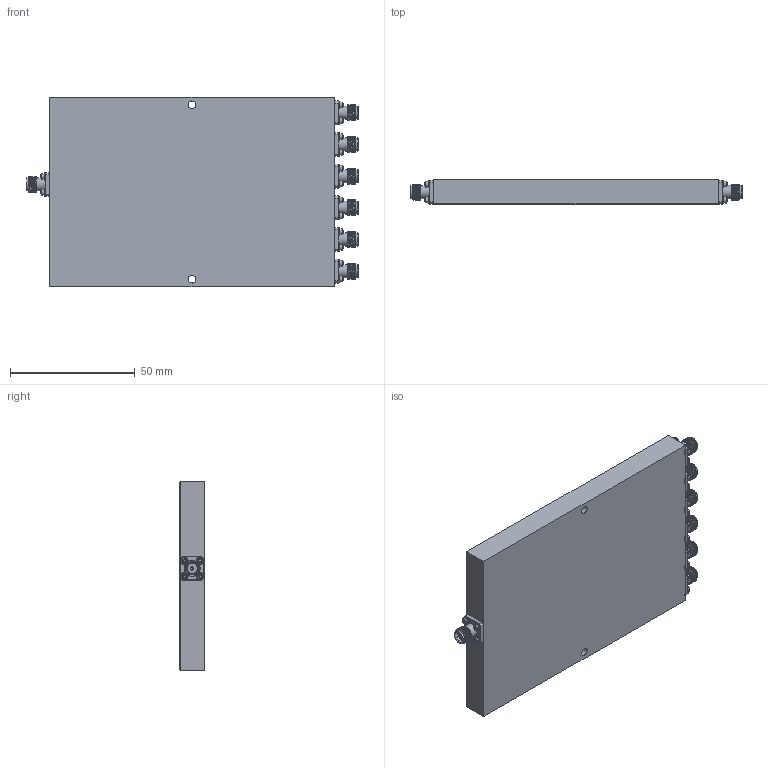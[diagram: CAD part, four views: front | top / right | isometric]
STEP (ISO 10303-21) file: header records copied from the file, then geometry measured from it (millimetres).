
FILE_DESCRIPTION (( 'STEP AP214' ), '1' );
FILE_NAME ('APD-6-2G18G-SFF-1W.STEP', '2026-01-09T17:02:00', ( '' ), ( '' ), 'SwSTEP 2.0', 'SolidWorks 2025', '' );
FILE_SCHEMA (( 'AUTOMOTIVE_DESIGN' ));
Length unit declared in the file: inch
Products named in the file (1): APD-6-2G18G-SFF-1W
Bounding box: 133.2 x 9.75 x 76.2 mm (x, y, z)
Volume: 86943 mm3; surface area: 39295.2 mm2
Topology: 100 solids, 100 shells, 1703 faces, 4816 edges, 3555 vertices
Faces by surface type: plane 1000, cylinder 346, torus 161, cone 154, sphere 28, bspline 14
Full cylindrical faces by diameter (mm): 0.305 x7, 0.381 x7, 0.635 x7, 1.016 x7, 1.27 x7, 1.575 x28, 1.702 x28, 2.286 x28, 3.175 x2, 3.302 x7, 4.191 x14, 4.597 x7, 5.283 x14
Entity records: 85467 total; most frequent: CARTESIAN_POINT 21187, ORIENTED_EDGE 8802, DIRECTION 8415, EDGE_CURVE 4401, VERTEX_POINT 3506, AXIS2_PLACEMENT_3D 3132, EDGE_LOOP 2371, VECTOR 2151
